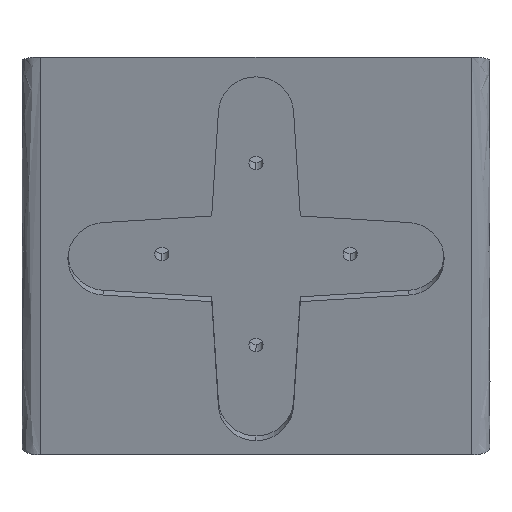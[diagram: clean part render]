
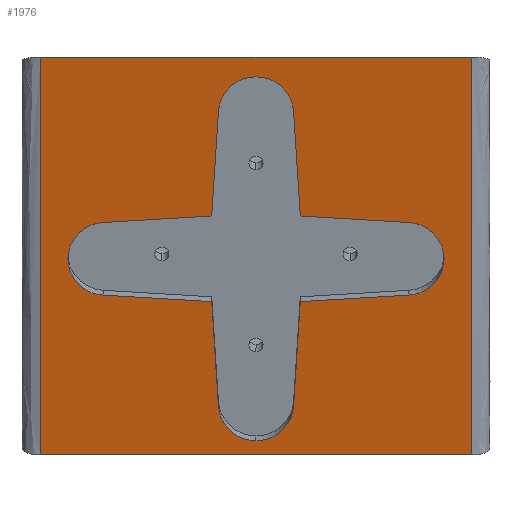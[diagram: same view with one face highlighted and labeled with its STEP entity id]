
A CAD part, front view. The second image highlights one B-rep face of the part: STEP entity #1976.
In plain terms, the highlighted planar face has unit normal (0, -0.967, -0.256).
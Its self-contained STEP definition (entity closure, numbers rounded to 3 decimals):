
#23 = DIRECTION ( 'NONE',  ( 0., -0.256, 0.967 ) ) ;
#61 = CARTESIAN_POINT ( 'NONE',  ( -4.708, -23.164, 3.225 ) ) ;
#114 = VERTEX_POINT ( 'NONE', #1914 ) ;
#120 = AXIS2_PLACEMENT_3D ( 'NONE', #628, #640, #2137 ) ;
#131 = CARTESIAN_POINT ( 'NONE',  ( -16.248, -22.981, 2.533 ) ) ;
#149 = ORIENTED_EDGE ( 'NONE', *, *, #1782, .F. ) ;
#155 = VECTOR ( 'NONE', #805, 1000. ) ;
#176 = EDGE_CURVE ( 'NONE', #866, #2228, #1979, .T. ) ;
#189 = ORIENTED_EDGE ( 'NONE', *, *, #2384, .F. ) ;
#212 = ORIENTED_EDGE ( 'NONE', *, *, #2134, .T. ) ;
#219 = LINE ( 'NONE', #780, #1676 ) ;
#223 = CARTESIAN_POINT ( 'NONE',  ( 16.248, -22.981, 2.533 ) ) ;
#236 = CARTESIAN_POINT ( 'NONE',  ( -3.992, -26.114, 14.381 ) ) ;
#254 = ORIENTED_EDGE ( 'NONE', *, *, #1486, .F. ) ;
#274 = VERTEX_POINT ( 'NONE', #1227 ) ;
#278 = VERTEX_POINT ( 'NONE', #305 ) ;
#305 = CARTESIAN_POINT ( 'NONE',  ( 4.708, -23.164, 3.225 ) ) ;
#307 = CARTESIAN_POINT ( 'NONE',  ( -16.248, -22.981, 2.533 ) ) ;
#314 = DIRECTION ( 'NONE',  ( -0.998, 0.016, -0.06 ) ) ;
#362 = ORIENTED_EDGE ( 'NONE', *, *, #1666, .F. ) ;
#364 = FACE_BOUND ( 'NONE', #1114, .T. ) ;
#379 = CARTESIAN_POINT ( 'NONE',  ( 3.992, -26.114, 14.381 ) ) ;
#382 = CARTESIAN_POINT ( 'NONE',  ( 16.248, -22.981, 2.533 ) ) ;
#404 = EDGE_CURVE ( 'NONE', #114, #866, #1936, .T. ) ;
#433 = CIRCLE ( 'NONE', #1801, 4. ) ;
#474 = ORIENTED_EDGE ( 'NONE', *, *, #1712, .F. ) ;
#485 = VERTEX_POINT ( 'NONE', #1920 ) ;
#495 = ORIENTED_EDGE ( 'NONE', *, *, #773, .F. ) ;
#546 = VECTOR ( 'NONE', #1052, 1000. ) ;
#555 = DIRECTION ( 'NONE',  ( 0.998, -0.016, 0.06 ) ) ;
#580 = CARTESIAN_POINT ( 'NONE',  ( -22.875, -10.98, -42.859 ) ) ;
#594 = DIRECTION ( 'NONE',  ( 0., -0.256, 0.967 ) ) ;
#618 = VERTEX_POINT ( 'NONE', #1055 ) ;
#628 = CARTESIAN_POINT ( 'NONE',  ( 0., -17.871, -16.795 ) ) ;
#640 = DIRECTION ( 'NONE',  ( 0., -0.967, -0.256 ) ) ;
#649 = ORIENTED_EDGE ( 'NONE', *, *, #1754, .F. ) ;
#667 = LINE ( 'NONE', #832, #2424 ) ;
#708 = CARTESIAN_POINT ( 'NONE',  ( 16.248, -20.94, -5.186 ) ) ;
#709 = VECTOR ( 'NONE', #23, 1000. ) ;
#773 = EDGE_CURVE ( 'NONE', #1639, #114, #1951, .T. ) ;
#780 = CARTESIAN_POINT ( 'NONE',  ( -67.524, -16.447, -22.179 ) ) ;
#805 = DIRECTION ( 'NONE',  ( -0.062, -0.255, 0.965 ) ) ;
#832 = CARTESIAN_POINT ( 'NONE',  ( -16.248, -20.94, -5.186 ) ) ;
#866 = VERTEX_POINT ( 'NONE', #61 ) ;
#917 = PLANE ( 'NONE',  #2000 ) ;
#923 = DIRECTION ( 'NONE',  ( 0., -0.967, -0.256 ) ) ;
#927 = VERTEX_POINT ( 'NONE', #2101 ) ;
#940 = CARTESIAN_POINT ( 'NONE',  ( -4.708, -20.757, -5.878 ) ) ;
#954 = DIRECTION ( 'NONE',  ( 0., 0.256, -0.967 ) ) ;
#969 = DIRECTION ( 'NONE',  ( 0., 0.256, -0.967 ) ) ;
#975 = VECTOR ( 'NONE', #1577, 1000. ) ;
#1027 = CARTESIAN_POINT ( 'NONE',  ( 16.248, -20.94, -5.186 ) ) ;
#1034 = ORIENTED_EDGE ( 'NONE', *, *, #1282, .F. ) ;
#1036 = EDGE_CURVE ( 'NONE', #274, #927, #1066, .T. ) ;
#1042 = CARTESIAN_POINT ( 'NONE',  ( -67.524, -27.631, 20.121 ) ) ;
#1044 = EDGE_CURVE ( 'NONE', #2228, #618, #1711, .T. ) ;
#1051 = CARTESIAN_POINT ( 'NONE',  ( -16., -21.961, -1.326 ) ) ;
#1052 = DIRECTION ( 'NONE',  ( 1., 0., 0. ) ) ;
#1055 = CARTESIAN_POINT ( 'NONE',  ( -16.248, -20.94, -5.186 ) ) ;
#1066 = LINE ( 'NONE', #1422, #975 ) ;
#1092 = CIRCLE ( 'NONE', #1279, 4. ) ;
#1114 = EDGE_LOOP ( 'NONE', ( #362, #1921, #1256, #189, #149, #474, #254, #1847, #2262, #1556, #495, #1034, #649 ) ) ;
#1115 = LINE ( 'NONE', #2253, #2113 ) ;
#1127 = AXIS2_PLACEMENT_3D ( 'NONE', #1051, #1807, #1794 ) ;
#1137 = LINE ( 'NONE', #2410, #709 ) ;
#1152 = LINE ( 'NONE', #223, #1834 ) ;
#1181 = DIRECTION ( 'NONE',  ( 1., 0., 0. ) ) ;
#1196 = DIRECTION ( 'NONE',  ( -0.062, 0.255, -0.965 ) ) ;
#1227 = CARTESIAN_POINT ( 'NONE',  ( 3.992, -17.808, -17.034 ) ) ;
#1237 = CARTESIAN_POINT ( 'NONE',  ( -22.875, -27.631, 20.121 ) ) ;
#1256 = ORIENTED_EDGE ( 'NONE', *, *, #1036, .F. ) ;
#1270 = VERTEX_POINT ( 'NONE', #2296 ) ;
#1271 = DIRECTION ( 'NONE',  ( 0., -0.967, -0.256 ) ) ;
#1279 = AXIS2_PLACEMENT_3D ( 'NONE', #1314, #2056, #969 ) ;
#1281 = VECTOR ( 'NONE', #594, 1000. ) ;
#1282 = EDGE_CURVE ( 'NONE', #278, #1639, #1502, .T. ) ;
#1288 = DIRECTION ( 'NONE',  ( 0., -0.967, -0.256 ) ) ;
#1309 = CARTESIAN_POINT ( 'NONE',  ( 0., -26.05, 14.142 ) ) ;
#1314 = CARTESIAN_POINT ( 'NONE',  ( 16., -21.961, -1.326 ) ) ;
#1422 = CARTESIAN_POINT ( 'NONE',  ( 3.992, -17.808, -17.034 ) ) ;
#1423 = CARTESIAN_POINT ( 'NONE',  ( -3.992, -17.808, -17.034 ) ) ;
#1437 = VERTEX_POINT ( 'NONE', #1952 ) ;
#1456 = DIRECTION ( 'NONE',  ( 0., 0.256, -0.967 ) ) ;
#1469 = FACE_OUTER_BOUND ( 'NONE', #1615, .T. ) ;
#1482 = VERTEX_POINT ( 'NONE', #1027 ) ;
#1486 = EDGE_CURVE ( 'NONE', #618, #1974, #667, .T. ) ;
#1497 = CARTESIAN_POINT ( 'NONE',  ( -67.524, -27.631, 20.121 ) ) ;
#1502 = LINE ( 'NONE', #1742, #155 ) ;
#1511 = AXIS2_PLACEMENT_3D ( 'NONE', #1309, #1271, #1634 ) ;
#1513 = VERTEX_POINT ( 'NONE', #2003 ) ;
#1556 = ORIENTED_EDGE ( 'NONE', *, *, #404, .F. ) ;
#1577 = DIRECTION ( 'NONE',  ( 0.062, -0.255, 0.965 ) ) ;
#1603 = ORIENTED_EDGE ( 'NONE', *, *, #1984, .T. ) ;
#1615 = EDGE_LOOP ( 'NONE', ( #2391, #2278, #212, #1603 ) ) ;
#1634 = DIRECTION ( 'NONE',  ( 0., -0.256, 0.967 ) ) ;
#1639 = VERTEX_POINT ( 'NONE', #379 ) ;
#1656 = LINE ( 'NONE', #708, #2117 ) ;
#1666 = EDGE_CURVE ( 'NONE', #1482, #2369, #1092, .T. ) ;
#1673 = CIRCLE ( 'NONE', #120, 4. ) ;
#1676 = VECTOR ( 'NONE', #1181, 1000. ) ;
#1711 = CIRCLE ( 'NONE', #1127, 4. ) ;
#1712 = EDGE_CURVE ( 'NONE', #1974, #2317, #1115, .T. ) ;
#1742 = CARTESIAN_POINT ( 'NONE',  ( 3.992, -26.114, 14.381 ) ) ;
#1754 = EDGE_CURVE ( 'NONE', #2369, #278, #1152, .T. ) ;
#1782 = EDGE_CURVE ( 'NONE', #2317, #485, #1673, .T. ) ;
#1794 = DIRECTION ( 'NONE',  ( 0., -0.256, 0.967 ) ) ;
#1801 = AXIS2_PLACEMENT_3D ( 'NONE', #2209, #923, #1456 ) ;
#1807 = DIRECTION ( 'NONE',  ( 0., -0.967, -0.256 ) ) ;
#1834 = VECTOR ( 'NONE', #1947, 1000. ) ;
#1846 = VECTOR ( 'NONE', #1196, 1000. ) ;
#1847 = ORIENTED_EDGE ( 'NONE', *, *, #1044, .F. ) ;
#1914 = CARTESIAN_POINT ( 'NONE',  ( -3.992, -26.114, 14.381 ) ) ;
#1920 = CARTESIAN_POINT ( 'NONE',  ( 0., -16.848, -20.662 ) ) ;
#1921 = ORIENTED_EDGE ( 'NONE', *, *, #2346, .F. ) ;
#1936 = LINE ( 'NONE', #236, #1846 ) ;
#1947 = DIRECTION ( 'NONE',  ( -0.998, -0.016, 0.06 ) ) ;
#1951 = CIRCLE ( 'NONE', #1511, 4. ) ;
#1952 = CARTESIAN_POINT ( 'NONE',  ( 22.875, -27.631, 20.121 ) ) ;
#1971 = LINE ( 'NONE', #1042, #546 ) ;
#1974 = VERTEX_POINT ( 'NONE', #940 ) ;
#1976 = ADVANCED_FACE ( 'NONE', ( #364, #1469 ), #917, .T. ) ;
#1979 = LINE ( 'NONE', #131, #2230 ) ;
#1984 = EDGE_CURVE ( 'NONE', #1270, #1437, #1137, .T. ) ;
#2000 = AXIS2_PLACEMENT_3D ( 'NONE', #1497, #1288, #954 ) ;
#2003 = CARTESIAN_POINT ( 'NONE',  ( -22.875, -16.447, -22.179 ) ) ;
#2056 = DIRECTION ( 'NONE',  ( 0., -0.967, -0.256 ) ) ;
#2087 = EDGE_CURVE ( 'NONE', #1513, #2280, #2289, .T. ) ;
#2101 = CARTESIAN_POINT ( 'NONE',  ( 4.708, -20.757, -5.878 ) ) ;
#2113 = VECTOR ( 'NONE', #2243, 1000. ) ;
#2117 = VECTOR ( 'NONE', #555, 1000. ) ;
#2134 = EDGE_CURVE ( 'NONE', #1513, #1270, #219, .T. ) ;
#2137 = DIRECTION ( 'NONE',  ( 0., 0.256, -0.967 ) ) ;
#2209 = CARTESIAN_POINT ( 'NONE',  ( 0., -17.871, -16.795 ) ) ;
#2228 = VERTEX_POINT ( 'NONE', #307 ) ;
#2230 = VECTOR ( 'NONE', #314, 1000. ) ;
#2243 = DIRECTION ( 'NONE',  ( 0.062, 0.255, -0.965 ) ) ;
#2253 = CARTESIAN_POINT ( 'NONE',  ( -3.992, -17.808, -17.034 ) ) ;
#2262 = ORIENTED_EDGE ( 'NONE', *, *, #176, .F. ) ;
#2278 = ORIENTED_EDGE ( 'NONE', *, *, #2087, .F. ) ;
#2280 = VERTEX_POINT ( 'NONE', #1237 ) ;
#2289 = LINE ( 'NONE', #580, #1281 ) ;
#2296 = CARTESIAN_POINT ( 'NONE',  ( 22.875, -16.447, -22.179 ) ) ;
#2313 = EDGE_CURVE ( 'NONE', #2280, #1437, #1971, .T. ) ;
#2317 = VERTEX_POINT ( 'NONE', #1423 ) ;
#2323 = DIRECTION ( 'NONE',  ( 0.998, 0.016, -0.06 ) ) ;
#2346 = EDGE_CURVE ( 'NONE', #927, #1482, #1656, .T. ) ;
#2369 = VERTEX_POINT ( 'NONE', #382 ) ;
#2384 = EDGE_CURVE ( 'NONE', #485, #274, #433, .T. ) ;
#2391 = ORIENTED_EDGE ( 'NONE', *, *, #2313, .F. ) ;
#2410 = CARTESIAN_POINT ( 'NONE',  ( 22.875, -10.98, -42.859 ) ) ;
#2424 = VECTOR ( 'NONE', #2323, 1000. ) ;
